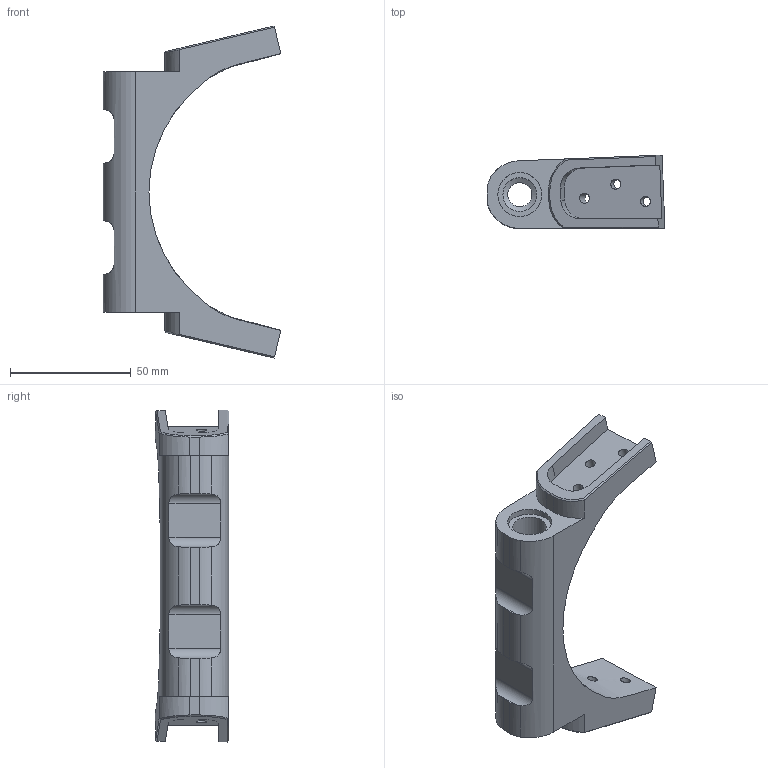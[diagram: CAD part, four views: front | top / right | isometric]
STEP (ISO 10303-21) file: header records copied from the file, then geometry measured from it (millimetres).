
FILE_DESCRIPTION(/* description */ (''),/* implementation_level */ '2;1');
FILE_NAME(/* name */ 'HUB.step',/* time_stamp */ '2020-09-10T23:20:09+02:00',/* author */ (''),/* organization */ (''),/* preprocessor_version */ 'ST-DEVELOPER v18.1',/* originating_system */ 'Autodesk Translation Framework v9.3.0.1241',/* authorisation */ '');
FILE_SCHEMA (('AUTOMOTIVE_DESIGN { 1 0 10303 214 3 1 1 }'));
Length unit declared in the file: millimetre
Products named in the file (1): fourche speedway 5 epaul
Bounding box: 73.57 x 30.31 x 137.5 mm (x, y, z)
Volume: 73651.6 mm3; surface area: 24204.5 mm2
Topology: 1 solids, 1 shells, 77 faces, 218 edges, 145 vertices
Faces by surface type: plane 36, cylinder 33, bspline 6, cone 2
Full cylindrical faces by diameter (mm): 4.2 x6, 10 x1, 14 x2, 18.2 x2
Entity records: 3636 total; most frequent: CARTESIAN_POINT 1589, ORIENTED_EDGE 436, DIRECTION 369, EDGE_CURVE 218, VERTEX_POINT 145, AXIS2_PLACEMENT_3D 125, LINE 119, VECTOR 119
